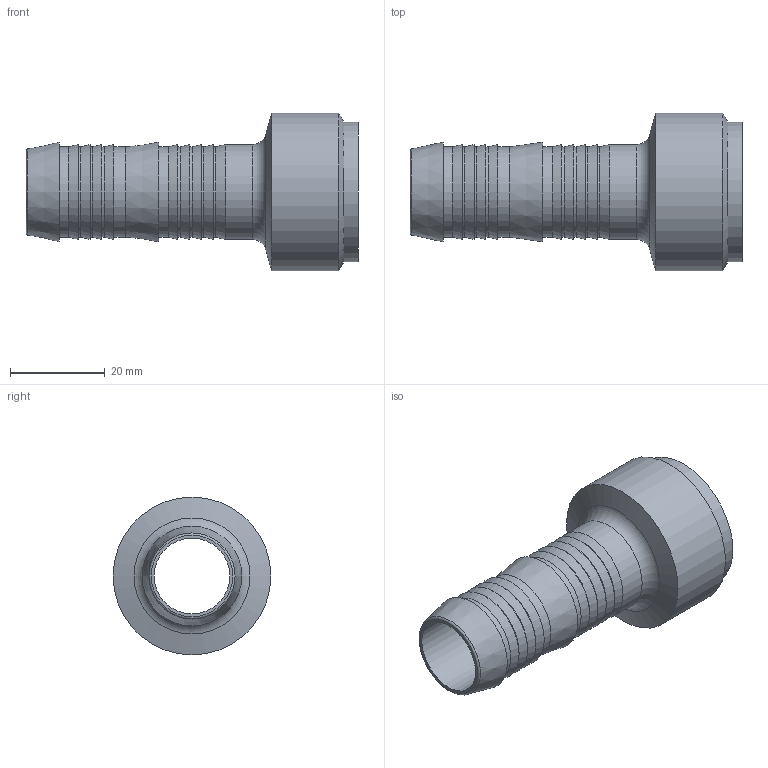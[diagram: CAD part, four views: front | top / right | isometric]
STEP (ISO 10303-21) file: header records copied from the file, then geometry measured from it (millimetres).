
FILE_DESCRIPTION(/* description */ ('EINSCHRAUBTÜLLE G1"'),/* implementation_level */ '2;1');
FILE_NAME(/* name */ 'mst_x25_19t.stp',/* time_stamp */ '2020-04-22T08:55:52+02:00',/* author */ ('ertl'),/* organization */ (''),/* preprocessor_version */ 'ST-DEVELOPER v17',/* originating_system */ 'Autodesk Inventor 2018',/* authorisation */ '14932,49 mm^3');
FILE_SCHEMA (('AUTOMOTIVE_DESIGN { 1 0 10303 214 3 1 1 }'));
Length unit declared in the file: millimetre
Products named in the file (1): MST-X25/19T-F
Bounding box: 70 x 33.25 x 33.25 mm (x, y, z)
Volume: 14932.5 mm3; surface area: 10025.7 mm2
Topology: 1 solids, 1 shells, 42 faces, 117 edges, 87 vertices
Faces by surface type: cone 14, cylinder 14, plane 12, torus 2
Full cylindrical faces by diameter (mm): 16 x1, 19 x10, 20 x1, 29.5 x1, 33.249 x1
Entity records: 1538 total; most frequent: DIRECTION 292, CARTESIAN_POINT 247, ORIENTED_EDGE 234, AXIS2_PLACEMENT_3D 132, EDGE_CURVE 117, CIRCLE 89, VERTEX_POINT 87, EDGE_LOOP 54
